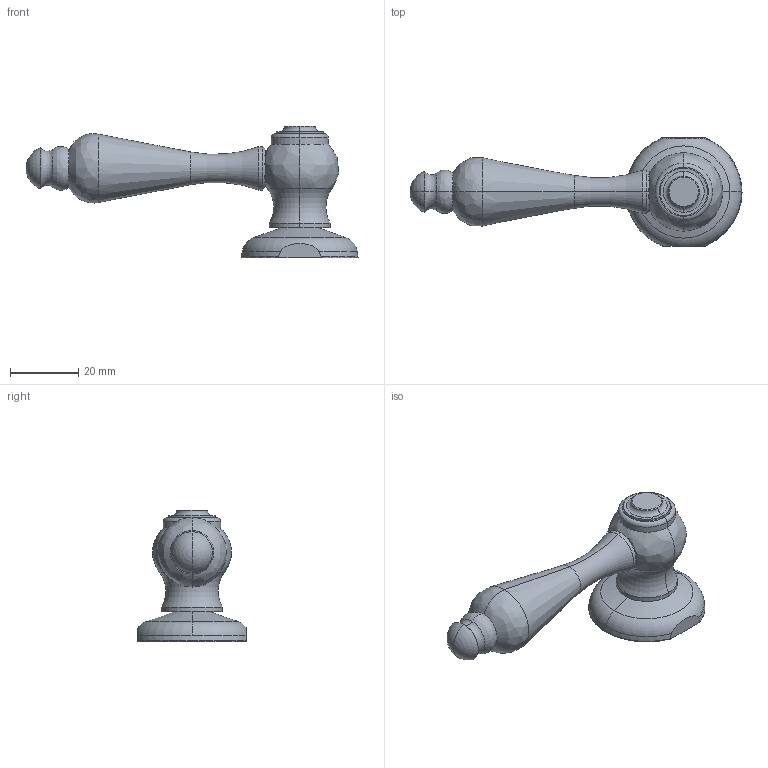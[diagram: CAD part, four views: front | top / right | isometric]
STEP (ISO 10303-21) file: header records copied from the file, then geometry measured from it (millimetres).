
FILE_DESCRIPTION((''),'2;1');
FILE_NAME('504_WEB','2010-09-01T',('project'),(''),'PRO/ENGINEER BY PARAMETRIC TECHNOLOGY CORPORATION, 2009300','PRO/ENGINEER BY PARAMETRIC TECHNOLOGY CORPORATION, 2009300','');
FILE_SCHEMA(('CONFIG_CONTROL_DESIGN'));
Length unit declared in the file: inch
Products named in the file (1): 504_WEB
Bounding box: 97.28 x 31.75 x 38.61 mm (x, y, z)
Surface area: 7904.9 mm2 (no closed solid volume)
Topology: 0 solids, 16 shells, 62 faces, 154 edges, 108 vertices
Faces by surface type: bspline 19, torus 14, cone 10, plane 9, cylinder 8, sphere 2
Entity records: 3760 total; most frequent: CARTESIAN_POINT 2425, ORIENTED_EDGE 251, DIRECTION 249, EDGE_CURVE 152, AXIS2_PLACEMENT_3D 115, VERTEX_POINT 108, CIRCLE 72, EDGE_LOOP 62
